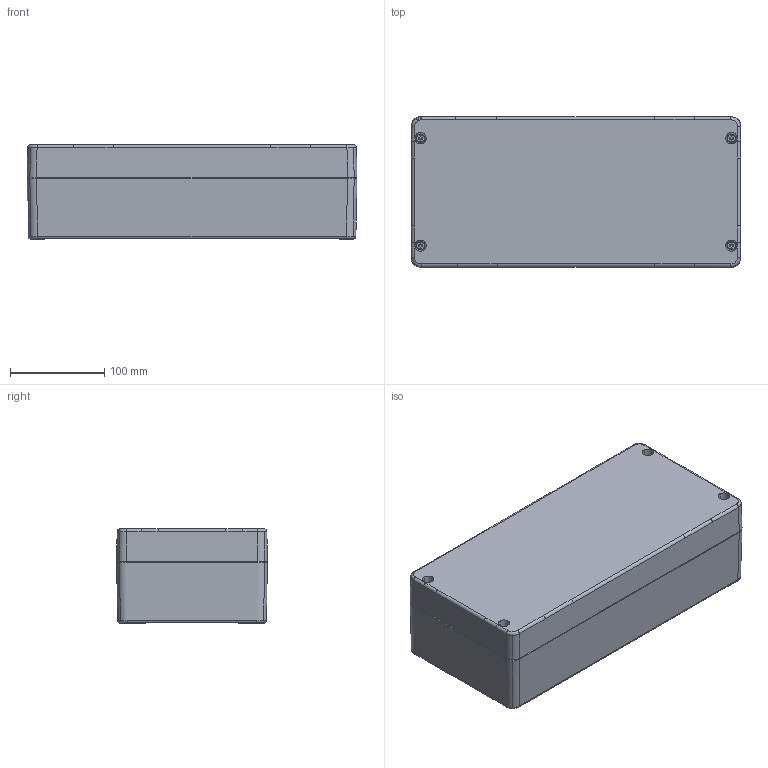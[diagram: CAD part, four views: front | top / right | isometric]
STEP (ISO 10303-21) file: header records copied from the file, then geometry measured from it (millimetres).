
FILE_DESCRIPTION(('CATIA V5R24 STEP','CAx-IF Rec.Pracs.--- Model Styling and Organization---1.2---2011-12-15'),'2;1');
FILE_NAME ('D1465036_1_9529260000_9529260000.stp','2018-04-11T11:30:13+00:00',('none'),('Weidmueller'),'CATIA Version 5-6 Release 2014 SP4 HF52','CATIA V5 STEP AP214','none');
FILE_SCHEMA(('AUTOMOTIVE_DESIGN { 1 0 10303 214 1 1 1 1 }'));
Length unit declared in the file: millimetre
Products named in the file (1): 03868_Zusammenbau_K7_Gehaeuse
Bounding box: 350 x 160 x 100 mm (x, y, z)
Volume: 991467.5 mm3; surface area: 456848 mm2
Topology: 9 solids, 9 shells, 1372 faces, 3484 edges, 2199 vertices
Faces by surface type: plane 482, cylinder 427, cone 231, torus 138, bspline 94
Entity records: 45195 total; most frequent: CARTESIAN_POINT 13643, ORIENTED_EDGE 6968, DIRECTION 4848, EDGE_CURVE 3484, VERTEX_POINT 2199, AXIS2_PLACEMENT_3D 2193, VECTOR 1632, LINE 1632
